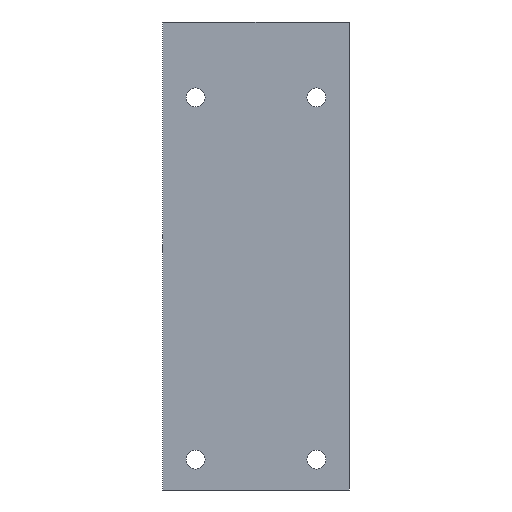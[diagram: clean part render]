
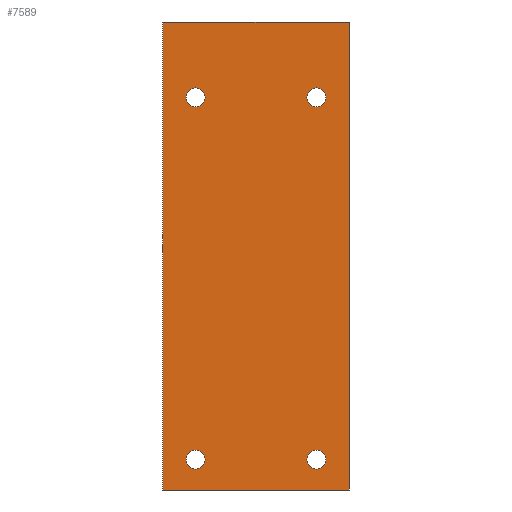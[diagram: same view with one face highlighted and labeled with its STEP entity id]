
A CAD part, front view. The second image highlights one B-rep face of the part: STEP entity #7589.
In plain terms, the highlighted planar face has unit normal (0, -1, 0).
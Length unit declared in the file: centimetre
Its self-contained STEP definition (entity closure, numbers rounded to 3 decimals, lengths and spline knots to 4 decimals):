
#129 = EDGE_CURVE ( 'NONE', #1653, #19565, #10833, .T. ) ;
#158 = DIRECTION ( 'NONE',  ( 0., 1., 0. ) ) ;
#261 = DIRECTION ( 'NONE',  ( 0., 0., 1. ) ) ;
#297 = VECTOR ( 'NONE', #13856, 100. ) ;
#587 = LINE ( 'NONE', #12340, #8834 ) ;
#697 = CARTESIAN_POINT ( 'NONE',  ( -0.9525, -0.3, -3.2125 ) ) ;
#894 = AXIS2_PLACEMENT_3D ( 'NONE', #11385, #158, #261 ) ;
#1001 = DIRECTION ( 'NONE',  ( 0., 0., 1. ) ) ;
#1101 = CARTESIAN_POINT ( 'NONE',  ( -1.47, -0.3, -3.6925 ) ) ;
#1201 = CARTESIAN_POINT ( 'NONE',  ( 1.47, -0.3, 0. ) ) ;
#1205 = ORIENTED_EDGE ( 'NONE', *, *, #17972, .F. ) ;
#1469 = VERTEX_POINT ( 'NONE', #13730 ) ;
#1473 = EDGE_CURVE ( 'NONE', #1684, #16922, #13527, .T. ) ;
#1510 = EDGE_LOOP ( 'NONE', ( #7121, #9209, #1205, #5766 ) ) ;
#1653 = VERTEX_POINT ( 'NONE', #15646 ) ;
#1684 = VERTEX_POINT ( 'NONE', #13931 ) ;
#1787 = DIRECTION ( 'NONE',  ( 0., 1., 0. ) ) ;
#2331 = EDGE_LOOP ( 'NONE', ( #5909, #2719 ) ) ;
#2407 = DIRECTION ( 'NONE',  ( 0., 1., 0. ) ) ;
#2485 = EDGE_LOOP ( 'NONE', ( #7593, #12526 ) ) ;
#2719 = ORIENTED_EDGE ( 'NONE', *, *, #8584, .T. ) ;
#2824 = DIRECTION ( 'NONE',  ( 0., 0., 1. ) ) ;
#3032 = CIRCLE ( 'NONE', #5093, 0.15 ) ;
#3057 = FACE_BOUND ( 'NONE', #2485, .T. ) ;
#3631 = DIRECTION ( 'NONE',  ( 0., 1., 0. ) ) ;
#3952 = CARTESIAN_POINT ( 'NONE',  ( 0.9525, -0.3, -3.0625 ) ) ;
#4153 = VECTOR ( 'NONE', #18524, 100. ) ;
#4197 = CIRCLE ( 'NONE', #13076, 0.15 ) ;
#4268 = ORIENTED_EDGE ( 'NONE', *, *, #19156, .T. ) ;
#4316 = DIRECTION ( 'NONE',  ( 0., 1., 0. ) ) ;
#4663 = CARTESIAN_POINT ( 'NONE',  ( -0.9525, -0.3, 2.6525 ) ) ;
#4979 = DIRECTION ( 'NONE',  ( 0., 1., 0. ) ) ;
#5093 = AXIS2_PLACEMENT_3D ( 'NONE', #17560, #4316, #1001 ) ;
#5266 = VERTEX_POINT ( 'NONE', #8551 ) ;
#5291 = CARTESIAN_POINT ( 'NONE',  ( 0., -0.3, 3.6925 ) ) ;
#5448 = VERTEX_POINT ( 'NONE', #8654 ) ;
#5682 = EDGE_CURVE ( 'NONE', #12398, #17338, #13881, .T. ) ;
#5689 = EDGE_CURVE ( 'NONE', #16552, #13513, #7046, .T. ) ;
#5766 = ORIENTED_EDGE ( 'NONE', *, *, #15694, .F. ) ;
#5909 = ORIENTED_EDGE ( 'NONE', *, *, #17715, .T. ) ;
#5969 = EDGE_CURVE ( 'NONE', #13513, #16552, #15921, .T. ) ;
#6018 = AXIS2_PLACEMENT_3D ( 'NONE', #6825, #1787, #8532 ) ;
#6591 = FACE_BOUND ( 'NONE', #2331, .T. ) ;
#6825 = CARTESIAN_POINT ( 'NONE',  ( 0.9525, -0.3, 2.5025 ) ) ;
#6840 = CARTESIAN_POINT ( 'NONE',  ( 1.47, -0.3, -3.6925 ) ) ;
#6924 = EDGE_LOOP ( 'NONE', ( #4268, #20036 ) ) ;
#7046 = CIRCLE ( 'NONE', #6018, 0.15 ) ;
#7121 = ORIENTED_EDGE ( 'NONE', *, *, #10341, .T. ) ;
#7213 = DIRECTION ( 'NONE',  ( 0., 0., 1. ) ) ;
#7589 = ADVANCED_FACE ( 'NONE', ( #8199, #3057, #6591, #19520, #19624 ), #20805, .F. ) ;
#7593 = ORIENTED_EDGE ( 'NONE', *, *, #15306, .T. ) ;
#7824 = CIRCLE ( 'NONE', #16720, 0.15 ) ;
#7885 = ORIENTED_EDGE ( 'NONE', *, *, #5969, .T. ) ;
#8134 = DIRECTION ( 'NONE',  ( 0., 1., 0. ) ) ;
#8199 = FACE_BOUND ( 'NONE', #14459, .T. ) ;
#8532 = DIRECTION ( 'NONE',  ( 0., 0., 1. ) ) ;
#8551 = CARTESIAN_POINT ( 'NONE',  ( -0.9525, -0.3, -3.3625 ) ) ;
#8584 = EDGE_CURVE ( 'NONE', #5266, #5448, #4197, .T. ) ;
#8654 = CARTESIAN_POINT ( 'NONE',  ( -0.9525, -0.3, -3.0625 ) ) ;
#8751 = AXIS2_PLACEMENT_3D ( 'NONE', #18144, #9912, #11304 ) ;
#8808 = CIRCLE ( 'NONE', #13916, 0.15 ) ;
#8834 = VECTOR ( 'NONE', #15236, 100. ) ;
#9150 = CARTESIAN_POINT ( 'NONE',  ( 0.9525, -0.3, 2.6525 ) ) ;
#9209 = ORIENTED_EDGE ( 'NONE', *, *, #1473, .T. ) ;
#9323 = VERTEX_POINT ( 'NONE', #6840 ) ;
#9577 = CARTESIAN_POINT ( 'NONE',  ( 0., -0.3, 0. ) ) ;
#9650 = LINE ( 'NONE', #1201, #297 ) ;
#9912 = DIRECTION ( 'NONE',  ( 0., 1., 0. ) ) ;
#10146 = DIRECTION ( 'NONE',  ( 0., 0., 1. ) ) ;
#10341 = EDGE_CURVE ( 'NONE', #1469, #1684, #20140, .T. ) ;
#10833 = CIRCLE ( 'NONE', #15974, 0.15 ) ;
#10856 = CARTESIAN_POINT ( 'NONE',  ( 0.9525, -0.3, 2.3525 ) ) ;
#11304 = DIRECTION ( 'NONE',  ( 0., 0., 1. ) ) ;
#11374 = AXIS2_PLACEMENT_3D ( 'NONE', #9577, #4979, #11393 ) ;
#11385 = CARTESIAN_POINT ( 'NONE',  ( 0.9525, -0.3, 2.5025 ) ) ;
#11393 = DIRECTION ( 'NONE',  ( 0., 0., 1. ) ) ;
#12340 = CARTESIAN_POINT ( 'NONE',  ( 0., -0.3, -3.6925 ) ) ;
#12350 = VECTOR ( 'NONE', #18435, 100. ) ;
#12398 = VERTEX_POINT ( 'NONE', #19465 ) ;
#12526 = ORIENTED_EDGE ( 'NONE', *, *, #5682, .T. ) ;
#13076 = AXIS2_PLACEMENT_3D ( 'NONE', #697, #2407, #7213 ) ;
#13513 = VERTEX_POINT ( 'NONE', #9150 ) ;
#13527 = LINE ( 'NONE', #14922, #12350 ) ;
#13730 = CARTESIAN_POINT ( 'NONE',  ( 1.47, -0.3, 3.6925 ) ) ;
#13856 = DIRECTION ( 'NONE',  ( 0., 0., -1. ) ) ;
#13881 = CIRCLE ( 'NONE', #8751, 0.15 ) ;
#13916 = AXIS2_PLACEMENT_3D ( 'NONE', #16255, #8134, #14656 ) ;
#13931 = CARTESIAN_POINT ( 'NONE',  ( -1.47, -0.3, 3.6925 ) ) ;
#14459 = EDGE_LOOP ( 'NONE', ( #7885, #18527 ) ) ;
#14656 = DIRECTION ( 'NONE',  ( 0., 0., 1. ) ) ;
#14922 = CARTESIAN_POINT ( 'NONE',  ( -1.47, -0.3, 0. ) ) ;
#15236 = DIRECTION ( 'NONE',  ( -1., 0., 0. ) ) ;
#15306 = EDGE_CURVE ( 'NONE', #17338, #12398, #8808, .T. ) ;
#15646 = CARTESIAN_POINT ( 'NONE',  ( 0.9525, -0.3, -3.3625 ) ) ;
#15694 = EDGE_CURVE ( 'NONE', #1469, #9323, #9650, .T. ) ;
#15921 = CIRCLE ( 'NONE', #894, 0.15 ) ;
#15974 = AXIS2_PLACEMENT_3D ( 'NONE', #18268, #3631, #10146 ) ;
#16255 = CARTESIAN_POINT ( 'NONE',  ( -0.9525, -0.3, 2.5025 ) ) ;
#16552 = VERTEX_POINT ( 'NONE', #10856 ) ;
#16720 = AXIS2_PLACEMENT_3D ( 'NONE', #19064, #17563, #2824 ) ;
#16922 = VERTEX_POINT ( 'NONE', #1101 ) ;
#17338 = VERTEX_POINT ( 'NONE', #4663 ) ;
#17560 = CARTESIAN_POINT ( 'NONE',  ( -0.9525, -0.3, -3.2125 ) ) ;
#17563 = DIRECTION ( 'NONE',  ( 0., 1., 0. ) ) ;
#17715 = EDGE_CURVE ( 'NONE', #5448, #5266, #3032, .T. ) ;
#17972 = EDGE_CURVE ( 'NONE', #9323, #16922, #587, .T. ) ;
#18144 = CARTESIAN_POINT ( 'NONE',  ( -0.9525, -0.3, 2.5025 ) ) ;
#18268 = CARTESIAN_POINT ( 'NONE',  ( 0.9525, -0.3, -3.2125 ) ) ;
#18435 = DIRECTION ( 'NONE',  ( 0., 0., -1. ) ) ;
#18524 = DIRECTION ( 'NONE',  ( -1., 0., 0. ) ) ;
#18527 = ORIENTED_EDGE ( 'NONE', *, *, #5689, .T. ) ;
#19064 = CARTESIAN_POINT ( 'NONE',  ( 0.9525, -0.3, -3.2125 ) ) ;
#19156 = EDGE_CURVE ( 'NONE', #19565, #1653, #7824, .T. ) ;
#19465 = CARTESIAN_POINT ( 'NONE',  ( -0.9525, -0.3, 2.3525 ) ) ;
#19520 = FACE_BOUND ( 'NONE', #6924, .T. ) ;
#19565 = VERTEX_POINT ( 'NONE', #3952 ) ;
#19624 = FACE_OUTER_BOUND ( 'NONE', #1510, .T. ) ;
#20036 = ORIENTED_EDGE ( 'NONE', *, *, #129, .T. ) ;
#20140 = LINE ( 'NONE', #5291, #4153 ) ;
#20805 = PLANE ( 'NONE',  #11374 ) ;
